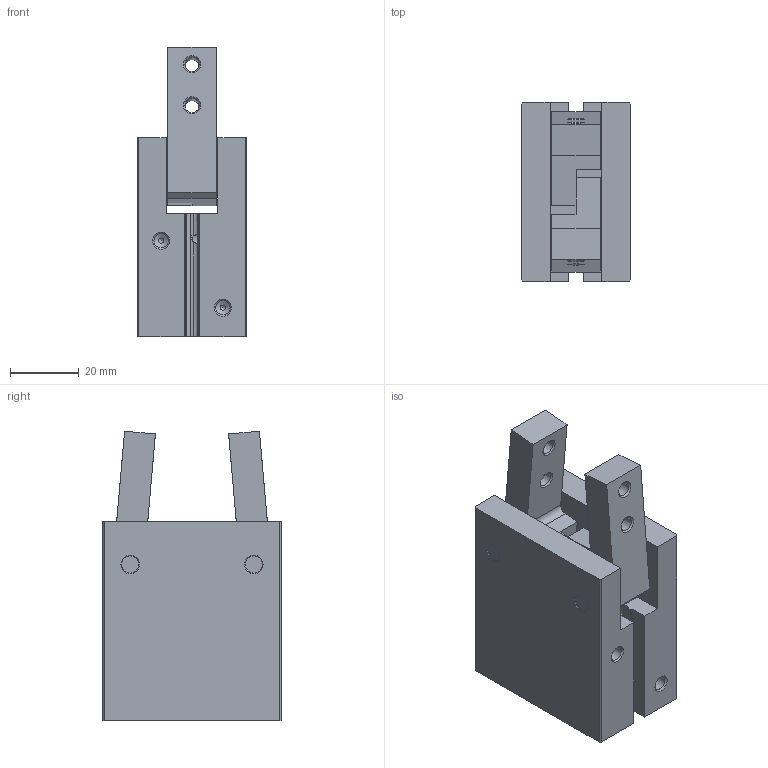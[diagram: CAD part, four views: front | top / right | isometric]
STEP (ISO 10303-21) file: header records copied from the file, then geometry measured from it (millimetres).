
FILE_DESCRIPTION( ( 'STEP AP214' ), '1' );
FILE_NAME( 'MCHA-25(-10).stp', '2020-01-31T15:29:59', ( '' ), ( '' ), ' ', 'PARTsolutions', ' ' );
FILE_SCHEMA( ( 'AUTOMOTIVE_DESIGN { 1 0 10303 214 1 1 1 1 }' ) );
Length unit declared in the file: millimetre
Products named in the file (3): MCHA-25(-10); _MCHA-25_(b); _MCHA-25_(g)
Assembly tree (3 placements, depth 2):
  MCHA-25(-10)
    _MCHA-25_(b)
    _MCHA-25_(g)  x2
Bounding box: 32 x 52 x 84.29 mm (x, y, z)
Volume: 87577.6 mm3; surface area: 24595.9 mm2
Topology: 3 solids, 3 shells, 142 faces, 377 edges, 244 vertices
Faces by surface type: plane 75, cylinder 37, cone 30
Full cylindrical faces by diameter (mm): 1.5 x2, 4.134 x6, 4.917 x6, 5 x8, 27 x1
Entity records: 4450 total; most frequent: CARTESIAN_POINT 643, DIRECTION 584, ORIENTED_EDGE 516, EDGE_CURVE 258, AXIS2_PLACEMENT_3D 209, VERTEX_POINT 196, EDGE_LOOP 180, LINE 166
